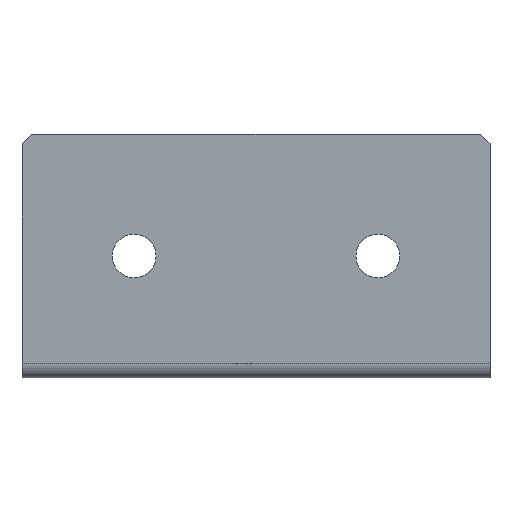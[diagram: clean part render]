
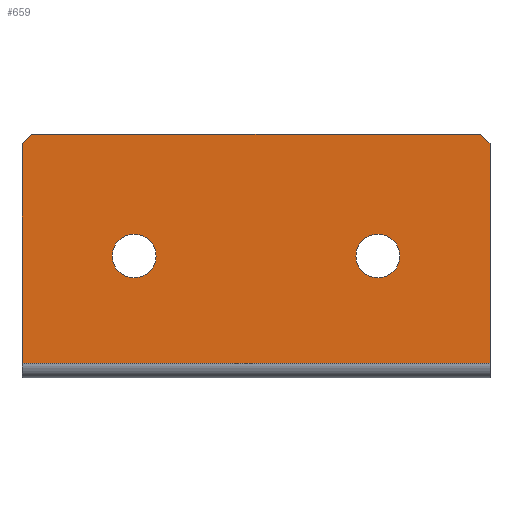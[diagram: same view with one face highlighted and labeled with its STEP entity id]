
A CAD part, front view. The second image highlights one B-rep face of the part: STEP entity #659.
In plain terms, the highlighted planar face has unit normal (0, -1, 0).
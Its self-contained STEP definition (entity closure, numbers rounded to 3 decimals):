
#6 = AXIS2_PLACEMENT_3D ( 'NONE', #522, #405, #773 ) ;
#16 = DIRECTION ( 'NONE',  ( 0., 0., 1. ) ) ;
#17 = VERTEX_POINT ( 'NONE', #738 ) ;
#23 = EDGE_CURVE ( 'NONE', #49, #534, #69, .T. ) ;
#49 = VERTEX_POINT ( 'NONE', #308 ) ;
#50 = CARTESIAN_POINT ( 'NONE',  ( 25., 0., 29.5 ) ) ;
#69 = LINE ( 'NONE', #257, #569 ) ;
#80 = CARTESIAN_POINT ( 'NONE',  ( -46., 0., 50. ) ) ;
#84 = ORIENTED_EDGE ( 'NONE', *, *, #730, .T. ) ;
#89 = PLANE ( 'NONE',  #321 ) ;
#101 = DIRECTION ( 'NONE',  ( -1., 0., 0. ) ) ;
#116 = CARTESIAN_POINT ( 'NONE',  ( 25., 0., 25. ) ) ;
#117 = EDGE_CURVE ( 'NONE', #472, #49, #505, .T. ) ;
#124 = CIRCLE ( 'NONE', #737, 4.5 ) ;
#129 = CARTESIAN_POINT ( 'NONE',  ( 46., 0., 50. ) ) ;
#139 = DIRECTION ( 'NONE',  ( 0., 1., 0. ) ) ;
#160 = CARTESIAN_POINT ( 'NONE',  ( -48., 0., 3. ) ) ;
#167 = DIRECTION ( 'NONE',  ( -1., 0., 0. ) ) ;
#170 = CIRCLE ( 'NONE', #479, 4.5 ) ;
#186 = CARTESIAN_POINT ( 'NONE',  ( -48., 0., 3. ) ) ;
#192 = EDGE_LOOP ( 'NONE', ( #198, #438 ) ) ;
#198 = ORIENTED_EDGE ( 'NONE', *, *, #314, .T. ) ;
#203 = DIRECTION ( 'NONE',  ( 0., 0., 1. ) ) ;
#227 = DIRECTION ( 'NONE',  ( 0., 0., 1. ) ) ;
#243 = EDGE_CURVE ( 'NONE', #700, #353, #259, .T. ) ;
#244 = CARTESIAN_POINT ( 'NONE',  ( 48., 0., 0. ) ) ;
#255 = DIRECTION ( 'NONE',  ( -0.707, 0., 0.707 ) ) ;
#257 = CARTESIAN_POINT ( 'NONE',  ( -48., 0., 0. ) ) ;
#259 = CIRCLE ( 'NONE', #6, 4.5 ) ;
#268 = ORIENTED_EDGE ( 'NONE', *, *, #384, .T. ) ;
#273 = AXIS2_PLACEMENT_3D ( 'NONE', #772, #139, #750 ) ;
#279 = EDGE_LOOP ( 'NONE', ( #268, #392, #84, #443, #524, #374 ) ) ;
#296 = EDGE_LOOP ( 'NONE', ( #715, #662 ) ) ;
#308 = CARTESIAN_POINT ( 'NONE',  ( -48., 0., 48. ) ) ;
#314 = EDGE_CURVE ( 'NONE', #801, #17, #170, .T. ) ;
#321 = AXIS2_PLACEMENT_3D ( 'NONE', #778, #790, #16 ) ;
#330 = EDGE_CURVE ( 'NONE', #17, #801, #124, .T. ) ;
#353 = VERTEX_POINT ( 'NONE', #732 ) ;
#374 = ORIENTED_EDGE ( 'NONE', *, *, #716, .F. ) ;
#383 = DIRECTION ( 'NONE',  ( 0., 0., -1. ) ) ;
#384 = EDGE_CURVE ( 'NONE', #582, #652, #622, .T. ) ;
#392 = ORIENTED_EDGE ( 'NONE', *, *, #586, .T. ) ;
#399 = CARTESIAN_POINT ( 'NONE',  ( 46., 0., 50. ) ) ;
#404 = EDGE_CURVE ( 'NONE', #353, #700, #579, .T. ) ;
#405 = DIRECTION ( 'NONE',  ( 0., 1., 0. ) ) ;
#438 = ORIENTED_EDGE ( 'NONE', *, *, #330, .T. ) ;
#440 = VECTOR ( 'NONE', #167, 1000. ) ;
#443 = ORIENTED_EDGE ( 'NONE', *, *, #117, .T. ) ;
#465 = LINE ( 'NONE', #399, #692 ) ;
#472 = VERTEX_POINT ( 'NONE', #80 ) ;
#479 = AXIS2_PLACEMENT_3D ( 'NONE', #116, #613, #227 ) ;
#485 = FACE_BOUND ( 'NONE', #192, .T. ) ;
#505 = LINE ( 'NONE', #751, #556 ) ;
#520 = CARTESIAN_POINT ( 'NONE',  ( 48., 0., 3. ) ) ;
#522 = CARTESIAN_POINT ( 'NONE',  ( -25., 0., 25. ) ) ;
#524 = ORIENTED_EDGE ( 'NONE', *, *, #23, .T. ) ;
#534 = VERTEX_POINT ( 'NONE', #186 ) ;
#535 = CARTESIAN_POINT ( 'NONE',  ( -25., 0., 20.5 ) ) ;
#536 = VERTEX_POINT ( 'NONE', #129 ) ;
#545 = DIRECTION ( 'NONE',  ( 0., 0., 1. ) ) ;
#547 = LINE ( 'NONE', #731, #440 ) ;
#556 = VECTOR ( 'NONE', #823, 1000. ) ;
#561 = CARTESIAN_POINT ( 'NONE',  ( 25., 0., 25. ) ) ;
#569 = VECTOR ( 'NONE', #383, 1000. ) ;
#579 = CIRCLE ( 'NONE', #273, 4.5 ) ;
#582 = VERTEX_POINT ( 'NONE', #520 ) ;
#586 = EDGE_CURVE ( 'NONE', #652, #536, #465, .T. ) ;
#607 = FACE_OUTER_BOUND ( 'NONE', #279, .T. ) ;
#613 = DIRECTION ( 'NONE',  ( 0., 1., 0. ) ) ;
#622 = LINE ( 'NONE', #244, #807 ) ;
#652 = VERTEX_POINT ( 'NONE', #781 ) ;
#653 = FACE_BOUND ( 'NONE', #296, .T. ) ;
#659 = ADVANCED_FACE ( 'NONE', ( #653, #485, #607 ), #89, .F. ) ;
#662 = ORIENTED_EDGE ( 'NONE', *, *, #243, .T. ) ;
#692 = VECTOR ( 'NONE', #255, 1000. ) ;
#693 = VECTOR ( 'NONE', #101, 1000. ) ;
#700 = VERTEX_POINT ( 'NONE', #535 ) ;
#715 = ORIENTED_EDGE ( 'NONE', *, *, #404, .T. ) ;
#716 = EDGE_CURVE ( 'NONE', #582, #534, #720, .T. ) ;
#720 = LINE ( 'NONE', #160, #693 ) ;
#730 = EDGE_CURVE ( 'NONE', #536, #472, #547, .T. ) ;
#731 = CARTESIAN_POINT ( 'NONE',  ( 0., 0., 50. ) ) ;
#732 = CARTESIAN_POINT ( 'NONE',  ( -25., 0., 29.5 ) ) ;
#737 = AXIS2_PLACEMENT_3D ( 'NONE', #561, #813, #545 ) ;
#738 = CARTESIAN_POINT ( 'NONE',  ( 25., 0., 20.5 ) ) ;
#750 = DIRECTION ( 'NONE',  ( 0., 0., 1. ) ) ;
#751 = CARTESIAN_POINT ( 'NONE',  ( -48., 0., 48. ) ) ;
#772 = CARTESIAN_POINT ( 'NONE',  ( -25., 0., 25. ) ) ;
#773 = DIRECTION ( 'NONE',  ( 0., 0., 1. ) ) ;
#778 = CARTESIAN_POINT ( 'NONE',  ( 0., 0., 0. ) ) ;
#781 = CARTESIAN_POINT ( 'NONE',  ( 48., 0., 48. ) ) ;
#790 = DIRECTION ( 'NONE',  ( 0., 1., 0. ) ) ;
#801 = VERTEX_POINT ( 'NONE', #50 ) ;
#807 = VECTOR ( 'NONE', #203, 1000. ) ;
#813 = DIRECTION ( 'NONE',  ( 0., 1., 0. ) ) ;
#823 = DIRECTION ( 'NONE',  ( -0.707, 0., -0.707 ) ) ;
